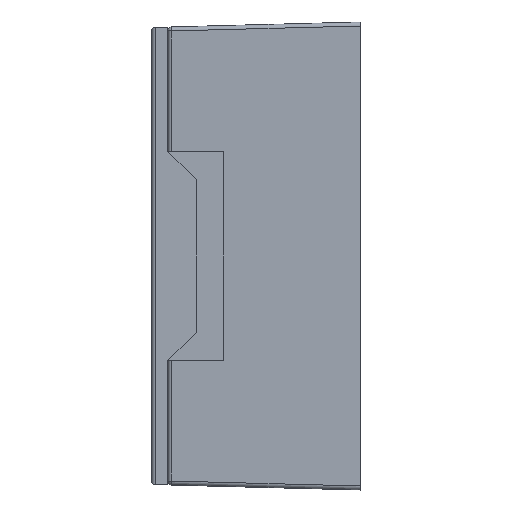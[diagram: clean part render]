
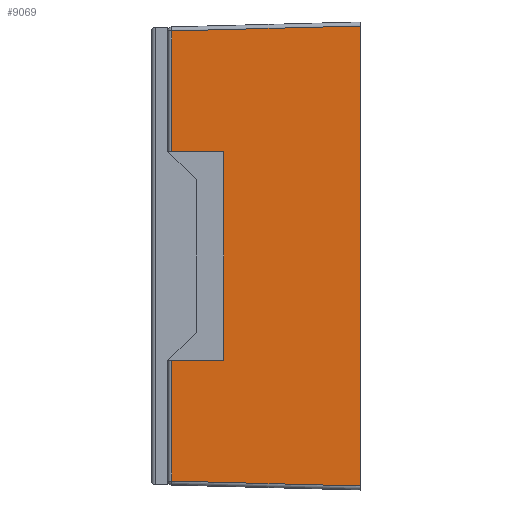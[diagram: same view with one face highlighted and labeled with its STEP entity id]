
A CAD part, left-side view. The second image highlights one B-rep face of the part: STEP entity #9069.
In plain terms, the highlighted planar face has unit normal (-1, 0.026, 0).
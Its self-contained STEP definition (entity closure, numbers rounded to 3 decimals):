
#31 = VERTEX_POINT ( 'NONE', #9452 ) ;
#325 = CARTESIAN_POINT ( 'NONE',  ( -20.763, 23.513, -13. ) ) ;
#528 = CARTESIAN_POINT ( 'NONE',  ( -20.763, 23.513, 13. ) ) ;
#570 = LINE ( 'NONE', #6194, #3009 ) ;
#628 = LINE ( 'NONE', #9817, #8597 ) ;
#633 = EDGE_CURVE ( 'NONE', #7152, #9403, #5156, .T. ) ;
#743 = VECTOR ( 'NONE', #2463, 1000. ) ;
#1024 = VECTOR ( 'NONE', #2398, 1000. ) ;
#1026 = CARTESIAN_POINT ( 'NONE',  ( -20.75, 24., -28.5 ) ) ;
#1047 = ORIENTED_EDGE ( 'NONE', *, *, #9462, .F. ) ;
#1116 = ORIENTED_EDGE ( 'NONE', *, *, #3000, .T. ) ;
#1244 = ORIENTED_EDGE ( 'NONE', *, *, #6416, .T. ) ;
#1721 = CARTESIAN_POINT ( 'NONE',  ( -21.378, 0., -28.5 ) ) ;
#1886 = CARTESIAN_POINT ( 'NONE',  ( -21.378, 0., -28.629 ) ) ;
#1999 = DIRECTION ( 'NONE',  ( 0., 0., -1. ) ) ;
#2036 = FACE_OUTER_BOUND ( 'NONE', #2421, .T. ) ;
#2120 = DIRECTION ( 'NONE',  ( 0., 0., -1. ) ) ;
#2170 = EDGE_CURVE ( 'NONE', #5837, #4916, #4025, .T. ) ;
#2184 = VECTOR ( 'NONE', #2120, 1000. ) ;
#2398 = DIRECTION ( 'NONE',  ( 0.026, 0.999, -0.026 ) ) ;
#2421 = EDGE_LOOP ( 'NONE', ( #3811, #1244, #1116, #3430, #5026, #7651, #4080, #1047 ) ) ;
#2463 = DIRECTION ( 'NONE',  ( 0.026, 1., 0. ) ) ;
#2472 = DIRECTION ( 'NONE',  ( 0., 0., 1. ) ) ;
#2507 = DIRECTION ( 'NONE',  ( -1., 0.026, 0. ) ) ;
#3000 = EDGE_CURVE ( 'NONE', #5863, #7152, #4982, .T. ) ;
#3009 = VECTOR ( 'NONE', #9345, 1000. ) ;
#3080 = CARTESIAN_POINT ( 'NONE',  ( -20.763, 23.513, 28.013 ) ) ;
#3206 = LINE ( 'NONE', #528, #9358 ) ;
#3230 = PLANE ( 'NONE',  #8684 ) ;
#3274 = CARTESIAN_POINT ( 'NONE',  ( -20.749, 24.052, 13. ) ) ;
#3408 = CARTESIAN_POINT ( 'NONE',  ( -20.933, 17., -13. ) ) ;
#3430 = ORIENTED_EDGE ( 'NONE', *, *, #633, .T. ) ;
#3557 = CARTESIAN_POINT ( 'NONE',  ( -20.763, 23.513, -28.5 ) ) ;
#3786 = EDGE_CURVE ( 'NONE', #31, #6258, #3884, .T. ) ;
#3792 = CARTESIAN_POINT ( 'NONE',  ( -21.378, 0., 28.629 ) ) ;
#3811 = ORIENTED_EDGE ( 'NONE', *, *, #2170, .T. ) ;
#3881 = VECTOR ( 'NONE', #2472, 1000. ) ;
#3884 = LINE ( 'NONE', #3408, #9927 ) ;
#4025 = LINE ( 'NONE', #3557, #2184 ) ;
#4080 = ORIENTED_EDGE ( 'NONE', *, *, #3786, .F. ) ;
#4487 = CARTESIAN_POINT ( 'NONE',  ( -20.763, 23.513, 13. ) ) ;
#4916 = VERTEX_POINT ( 'NONE', #10073 ) ;
#4982 = LINE ( 'NONE', #1721, #3881 ) ;
#5026 = ORIENTED_EDGE ( 'NONE', *, *, #5294, .T. ) ;
#5156 = LINE ( 'NONE', #8608, #1024 ) ;
#5294 = EDGE_CURVE ( 'NONE', #9403, #9348, #3206, .T. ) ;
#5837 = VERTEX_POINT ( 'NONE', #325 ) ;
#5863 = VERTEX_POINT ( 'NONE', #1886 ) ;
#6194 = CARTESIAN_POINT ( 'NONE',  ( -20.749, 24.052, -13. ) ) ;
#6258 = VERTEX_POINT ( 'NONE', #6508 ) ;
#6416 = EDGE_CURVE ( 'NONE', #4916, #5863, #628, .T. ) ;
#6508 = CARTESIAN_POINT ( 'NONE',  ( -20.933, 17., 13. ) ) ;
#7152 = VERTEX_POINT ( 'NONE', #3792 ) ;
#7352 = EDGE_CURVE ( 'NONE', #6258, #9348, #9711, .T. ) ;
#7651 = ORIENTED_EDGE ( 'NONE', *, *, #7352, .F. ) ;
#8079 = DIRECTION ( 'NONE',  ( -0.026, -1., 0. ) ) ;
#8597 = VECTOR ( 'NONE', #8954, 1000. ) ;
#8608 = CARTESIAN_POINT ( 'NONE',  ( -20.711, 25.477, 27.961 ) ) ;
#8684 = AXIS2_PLACEMENT_3D ( 'NONE', #1026, #2507, #8079 ) ;
#8954 = DIRECTION ( 'NONE',  ( -0.026, -0.999, -0.026 ) ) ;
#9069 = ADVANCED_FACE ( 'NONE', ( #2036 ), #3230, .T. ) ;
#9345 = DIRECTION ( 'NONE',  ( -0.026, -1., 0. ) ) ;
#9348 = VERTEX_POINT ( 'NONE', #4487 ) ;
#9358 = VECTOR ( 'NONE', #1999, 1000. ) ;
#9403 = VERTEX_POINT ( 'NONE', #3080 ) ;
#9452 = CARTESIAN_POINT ( 'NONE',  ( -20.933, 17., -13. ) ) ;
#9462 = EDGE_CURVE ( 'NONE', #5837, #31, #570, .T. ) ;
#9711 = LINE ( 'NONE', #3274, #743 ) ;
#9817 = CARTESIAN_POINT ( 'NONE',  ( -20.75, 23.987, -28.001 ) ) ;
#9846 = DIRECTION ( 'NONE',  ( 0., 0., 1. ) ) ;
#9927 = VECTOR ( 'NONE', #9846, 1000. ) ;
#10073 = CARTESIAN_POINT ( 'NONE',  ( -20.763, 23.513, -28.013 ) ) ;
